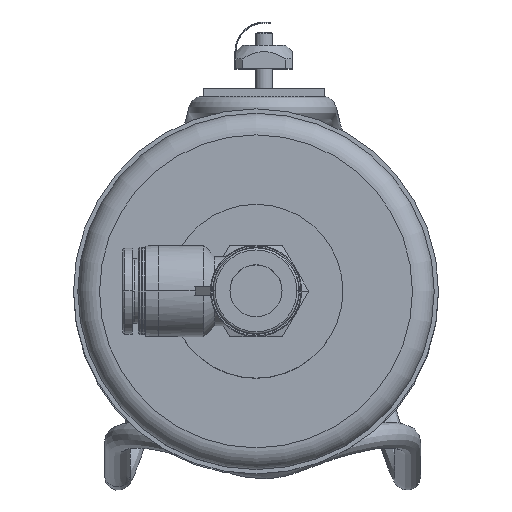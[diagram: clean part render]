
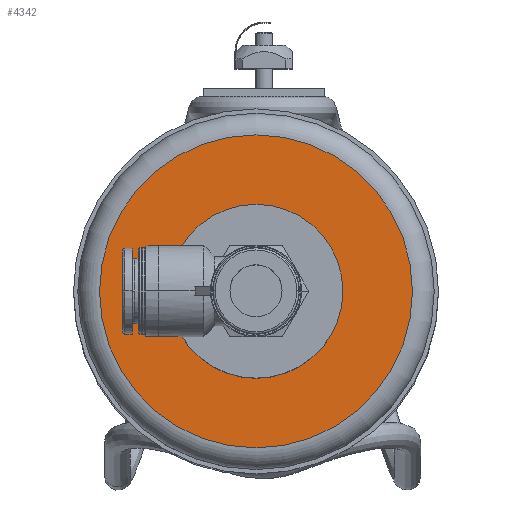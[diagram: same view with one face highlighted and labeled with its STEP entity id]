
A CAD part, top view. The second image highlights one B-rep face of the part: STEP entity #4342.
In plain terms, the highlighted planar face has unit normal (0, 0, 1).
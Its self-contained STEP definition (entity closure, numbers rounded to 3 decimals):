
#297=FACE_BOUND('',#912,.T.);
#367=CIRCLE('',#4689,36.);
#368=CIRCLE('',#4690,20.);
#614=FACE_OUTER_BOUND('',#911,.T.);
#911=EDGE_LOOP('',(#3098));
#912=EDGE_LOOP('',(#3099));
#1838=VERTEX_POINT('',#29150);
#1839=VERTEX_POINT('',#29152);
#2302=EDGE_CURVE('',#1838,#1838,#367,.T.);
#2303=EDGE_CURVE('',#1839,#1839,#368,.T.);
#3098=ORIENTED_EDGE('',*,*,#2302,.F.);
#3099=ORIENTED_EDGE('',*,*,#2303,.F.);
#4183=PLANE('',#4688);
#4342=ADVANCED_FACE('',(#614,#297),#4183,.T.);
#4688=AXIS2_PLACEMENT_3D('',#29149,#5372,#5373);
#4689=AXIS2_PLACEMENT_3D('',#29151,#5374,#5375);
#4690=AXIS2_PLACEMENT_3D('',#29153,#5376,#5377);
#5372=DIRECTION('center_axis',(0.,0.,
1.));
#5373=DIRECTION('ref_axis',(-1.,0.,0.));
#5374=DIRECTION('center_axis',(0.,0.,
-1.));
#5375=DIRECTION('ref_axis',(1.,0.,0.));
#5376=DIRECTION('center_axis',(0.,0.,
1.));
#5377=DIRECTION('ref_axis',(1.,0.,0.));
#29149=CARTESIAN_POINT('Origin',(-161.871,105.03,159.33));
#29150=CARTESIAN_POINT('',(-125.871,105.03,159.33));
#29151=CARTESIAN_POINT('Origin',(-161.871,105.03,159.33));
#29152=CARTESIAN_POINT('',(-181.871,105.03,159.33));
#29153=CARTESIAN_POINT('Origin',(-161.871,105.03,159.33));
